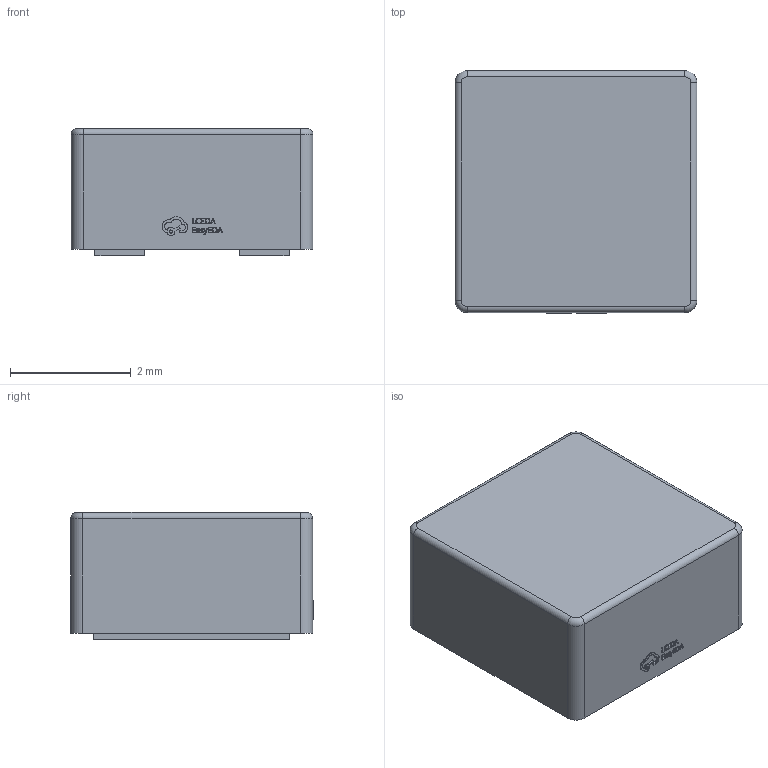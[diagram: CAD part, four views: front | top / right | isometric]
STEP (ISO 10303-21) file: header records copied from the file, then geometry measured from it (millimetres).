
FILE_DESCRIPTION (( 'STEP AP214' ), '1' );
FILE_NAME ('IND-SMD_L4.0-W4.0_XGL4020.STEP', '2024-05-24T02:14:47', ( 'PC' ), ( 'Microsoft' ), 'SwSTEP 2.0', 'SolidWorks 2020', '' );
FILE_SCHEMA (( 'AUTOMOTIVE_DESIGN' ));
Length unit declared in the file: millimetre
Products named in the file (1): IND-SMD_L4.0-W4.0_XGL4020
Bounding box: 4 x 4.01 x 2.1 mm (x, y, z)
Volume: 32.4 mm3; surface area: 64.3 mm2
Topology: 1 solids, 1 shells, 252 faces, 679 edges, 450 vertices
Faces by surface type: plane 142, bspline 98, cylinder 8, torus 4
Entity records: 11157 total; most frequent: CARTESIAN_POINT 2688, ORIENTED_EDGE 1358, DIRECTION 809, EDGE_CURVE 679, LINE 459, VECTOR 459, VERTEX_POINT 450, EDGE_LOOP 273
